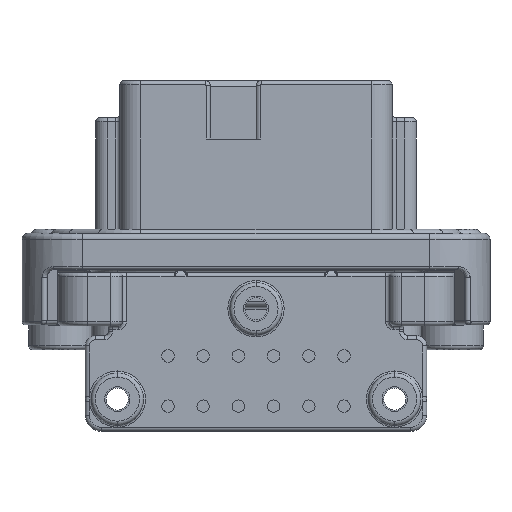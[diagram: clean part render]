
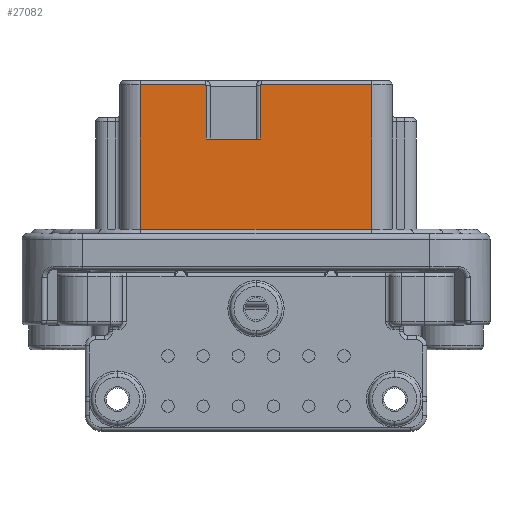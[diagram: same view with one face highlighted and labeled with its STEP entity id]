
A CAD part, front view. The second image highlights one B-rep face of the part: STEP entity #27082.
In plain terms, the highlighted planar face has unit normal (0, -1, 0).
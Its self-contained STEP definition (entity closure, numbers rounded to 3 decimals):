
#5565=DIRECTION('',(0.,0.,1.));
#5566=VECTOR('',#5565,6.731);
#5567=CARTESIAN_POINT('',(-6.299,-11.125,-7.366));
#5568=LINE('',#5567,#5566);
#5569=DIRECTION('',(0.,0.,-1.));
#5570=VECTOR('',#5569,6.731);
#5571=CARTESIAN_POINT('',(0.508,-11.125,-0.635));
#5572=LINE('',#5571,#5570);
#5573=CARTESIAN_POINT('',(0.635,-11.125,-0.635));
#5574=DIRECTION('',(0.,-1.,0.));
#5575=DIRECTION('',(0.,0.,1.));
#5576=AXIS2_PLACEMENT_3D('',#5573,#5574,#5575);
#5578=DIRECTION('',(-1.,0.,0.));
#5579=VECTOR('',#5578,14.034);
#5580=CARTESIAN_POINT('',(14.669,-11.125,-0.508));
#5581=LINE('',#5580,#5579);
#5582=DIRECTION('',(0.,0.,-1.));
#5583=VECTOR('',#5582,19.05);
#5584=CARTESIAN_POINT('',(14.669,-11.125,-0.508));
#5585=LINE('',#5584,#5583);
#5586=DIRECTION('',(-1.,0.,0.));
#5587=VECTOR('',#5586,8.242);
#5588=CARTESIAN_POINT('',(-6.426,-11.125,-0.508));
#5589=LINE('',#5588,#5587);
#5590=CARTESIAN_POINT('',(-6.426,-11.125,-0.635));
#5591=DIRECTION('',(0.,-1.,0.));
#5592=DIRECTION('',(1.,0.,0.));
#5593=AXIS2_PLACEMENT_3D('',#5590,#5591,#5592);
#5620=DIRECTION('',(0.,0.,-1.));
#5621=VECTOR('',#5620,19.05);
#5622=CARTESIAN_POINT('',(-14.669,-11.125,-0.508));
#5623=LINE('',#5622,#5621);
#5724=DIRECTION('',(-1.,0.,0.));
#5725=VECTOR('',#5724,29.337);
#5726=CARTESIAN_POINT('',(14.669,-11.125,-19.558));
#5727=LINE('',#5726,#5725);
#14467=DIRECTION('',(-1.,0.,0.));
#14468=VECTOR('',#14467,6.807);
#14469=CARTESIAN_POINT('',(0.508,-11.125,-7.366));
#14470=LINE('',#14469,#14468);
#17712=CARTESIAN_POINT('',(14.669,-11.125,-19.558));
#17714=VERTEX_POINT('',#17712);
#17715=CARTESIAN_POINT('',(-14.669,-11.125,-19.558));
#17716=VERTEX_POINT('',#17715);
#19816=CARTESIAN_POINT('',(-6.299,-11.125,-7.366));
#19817=CARTESIAN_POINT('',(-6.299,-11.125,-0.635));
#19818=VERTEX_POINT('',#19816);
#19819=VERTEX_POINT('',#19817);
#19824=CARTESIAN_POINT('',(-6.426,-11.125,-0.508));
#19825=VERTEX_POINT('',#19824);
#19828=CARTESIAN_POINT('',(14.669,-11.125,-0.508));
#19829=CARTESIAN_POINT('',(0.635,-11.125,-0.508));
#19830=VERTEX_POINT('',#19828);
#19831=VERTEX_POINT('',#19829);
#19836=CARTESIAN_POINT('',(-14.669,-11.125,-0.508));
#19838=VERTEX_POINT('',#19836);
#19850=CARTESIAN_POINT('',(0.508,-11.125,-0.635));
#19851=CARTESIAN_POINT('',(0.508,-11.125,-7.366));
#19852=VERTEX_POINT('',#19850);
#19853=VERTEX_POINT('',#19851);
#27056=CARTESIAN_POINT('',(14.669,-11.125,0.));
#27057=DIRECTION('',(0.,1.,0.));
#27058=DIRECTION('',(-1.,0.,0.));
#27059=AXIS2_PLACEMENT_3D('',#27056,#27057,#27058);
#27060=PLANE('',#27059);
#27062=ORIENTED_EDGE('',*,*,#27061,.F.);
#27064=ORIENTED_EDGE('',*,*,#27063,.F.);
#27066=ORIENTED_EDGE('',*,*,#27065,.F.);
#27067=ORIENTED_EDGE('',*,*,#27046,.F.);
#27069=ORIENTED_EDGE('',*,*,#27068,.F.);
#27071=ORIENTED_EDGE('',*,*,#27070,.T.);
#27073=ORIENTED_EDGE('',*,*,#27072,.T.);
#27075=ORIENTED_EDGE('',*,*,#27074,.F.);
#27077=ORIENTED_EDGE('',*,*,#27076,.F.);
#27079=ORIENTED_EDGE('',*,*,#27078,.F.);
#27080=EDGE_LOOP('',(#27062,#27064,#27066,#27067,#27069,#27071,#27073,#27075,
#27077,#27079));
#27081=FACE_OUTER_BOUND('',#27080,.F.);
#5577=CIRCLE('',#5576,0.127);
#5594=CIRCLE('',#5593,0.127);
#27046=EDGE_CURVE('',#19831,#19852,#5577,.T.);
#27061=EDGE_CURVE('',#19818,#19819,#5568,.T.);
#27063=EDGE_CURVE('',#19853,#19818,#14470,.T.);
#27065=EDGE_CURVE('',#19852,#19853,#5572,.T.);
#27068=EDGE_CURVE('',#19830,#19831,#5581,.T.);
#27070=EDGE_CURVE('',#19830,#17714,#5585,.T.);
#27072=EDGE_CURVE('',#17714,#17716,#5727,.T.);
#27074=EDGE_CURVE('',#19838,#17716,#5623,.T.);
#27076=EDGE_CURVE('',#19825,#19838,#5589,.T.);
#27078=EDGE_CURVE('',#19819,#19825,#5594,.T.);
#27082=ADVANCED_FACE('',(#27081),#27060,.F.);
